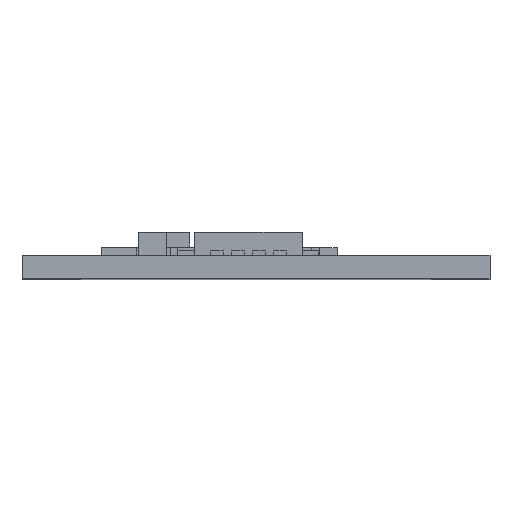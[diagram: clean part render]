
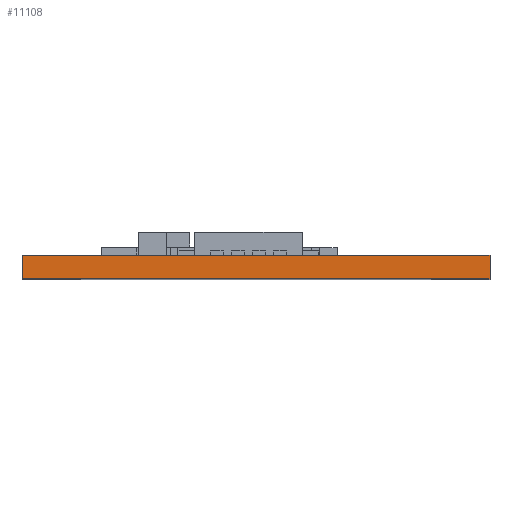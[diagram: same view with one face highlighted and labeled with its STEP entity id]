
A CAD part, top view. The second image highlights one B-rep face of the part: STEP entity #11108.
In plain terms, the highlighted planar face has unit normal (0, 0, 1).
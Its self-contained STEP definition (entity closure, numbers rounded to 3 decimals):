
#807 = LINE ( 'NONE', #7792, #3780 ) ;
#883 = VECTOR ( 'NONE', #9859, 1000. ) ;
#1290 = EDGE_CURVE ( 'NONE', #11284, #3067, #807, .T. ) ;
#1727 = CARTESIAN_POINT ( 'NONE',  ( 9.975, 0., 11.575 ) ) ;
#1741 = FACE_OUTER_BOUND ( 'NONE', #4819, .T. ) ;
#1948 = ORIENTED_EDGE ( 'NONE', *, *, #7096, .F. ) ;
#2786 = DIRECTION ( 'NONE',  ( -1., 0., 0. ) ) ;
#3067 = VERTEX_POINT ( 'NONE', #5650 ) ;
#3321 = EDGE_CURVE ( 'NONE', #3067, #10758, #6256, .T. ) ;
#3452 = CARTESIAN_POINT ( 'NONE',  ( 0., 1., 11.575 ) ) ;
#3590 = CARTESIAN_POINT ( 'NONE',  ( 9.975, 1., 11.575 ) ) ;
#3780 = VECTOR ( 'NONE', #4004, 1000. ) ;
#4004 = DIRECTION ( 'NONE',  ( 0., -1., 0. ) ) ;
#4379 = EDGE_CURVE ( 'NONE', #8501, #10758, #10063, .T. ) ;
#4819 = EDGE_LOOP ( 'NONE', ( #7302, #8760, #1948, #9731 ) ) ;
#5644 = DIRECTION ( 'NONE',  ( 0., -1., 0. ) ) ;
#5650 = CARTESIAN_POINT ( 'NONE',  ( -9.975, 0., 11.575 ) ) ;
#5819 = CARTESIAN_POINT ( 'NONE',  ( -9.975, 1., 11.575 ) ) ;
#6256 = LINE ( 'NONE', #8966, #883 ) ;
#7096 = EDGE_CURVE ( 'NONE', #11284, #8501, #7337, .T. ) ;
#7302 = ORIENTED_EDGE ( 'NONE', *, *, #3321, .T. ) ;
#7337 = LINE ( 'NONE', #8227, #9411 ) ;
#7463 = CARTESIAN_POINT ( 'NONE',  ( 9.975, 1., 11.575 ) ) ;
#7792 = CARTESIAN_POINT ( 'NONE',  ( -9.975, 1., 11.575 ) ) ;
#7922 = AXIS2_PLACEMENT_3D ( 'NONE', #3452, #10216, #2786 ) ;
#8227 = CARTESIAN_POINT ( 'NONE',  ( 0., 1., 11.575 ) ) ;
#8501 = VERTEX_POINT ( 'NONE', #7463 ) ;
#8760 = ORIENTED_EDGE ( 'NONE', *, *, #4379, .F. ) ;
#8966 = CARTESIAN_POINT ( 'NONE',  ( 0., 0., 11.575 ) ) ;
#9053 = VECTOR ( 'NONE', #5644, 1000. ) ;
#9411 = VECTOR ( 'NONE', #10151, 1000. ) ;
#9731 = ORIENTED_EDGE ( 'NONE', *, *, #1290, .T. ) ;
#9859 = DIRECTION ( 'NONE',  ( 1., 0., 0. ) ) ;
#10055 = PLANE ( 'NONE',  #7922 ) ;
#10063 = LINE ( 'NONE', #3590, #9053 ) ;
#10151 = DIRECTION ( 'NONE',  ( 1., 0., 0. ) ) ;
#10216 = DIRECTION ( 'NONE',  ( 0., 0., -1. ) ) ;
#10758 = VERTEX_POINT ( 'NONE', #1727 ) ;
#11108 = ADVANCED_FACE ( 'NONE', ( #1741 ), #10055, .F. ) ;
#11284 = VERTEX_POINT ( 'NONE', #5819 ) ;
